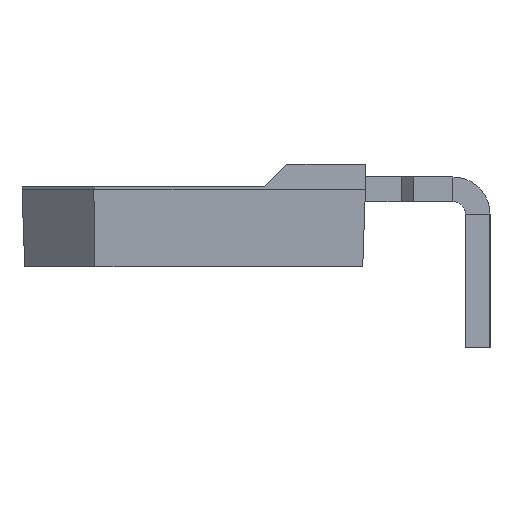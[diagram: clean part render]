
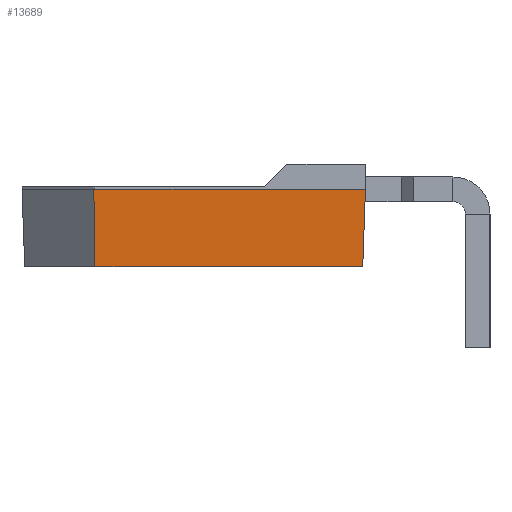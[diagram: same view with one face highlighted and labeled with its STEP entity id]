
A CAD part, left-side view. The second image highlights one B-rep face of the part: STEP entity #13689.
In plain terms, the highlighted planar face has unit normal (-0.999, 0, -0.035).
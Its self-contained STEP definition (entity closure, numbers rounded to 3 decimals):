
#1213 = DIRECTION ( 'NONE',  ( 0., 1., 0. ) ) ;
#1836 = EDGE_CURVE ( 'NONE', #7299, #13433, #9598, .T. ) ;
#1919 = PLANE ( 'NONE',  #3292 ) ;
#2329 = VECTOR ( 'NONE', #8075, 1000. ) ;
#3292 = AXIS2_PLACEMENT_3D ( 'NONE', #8645, #14376, #10225 ) ;
#4308 = VECTOR ( 'NONE', #8808, 1000. ) ;
#4585 = LINE ( 'NONE', #12938, #4308 ) ;
#4978 = VERTEX_POINT ( 'NONE', #16558 ) ;
#5957 = EDGE_LOOP ( 'NONE', ( #6232, #15231, #12138, #10174 ) ) ;
#6232 = ORIENTED_EDGE ( 'NONE', *, *, #14525, .T. ) ;
#7299 = VERTEX_POINT ( 'NONE', #16782 ) ;
#7410 = CARTESIAN_POINT ( 'NONE',  ( -1.1, 15.75, -3.45 ) ) ;
#7476 = FACE_OUTER_BOUND ( 'NONE', #5957, .T. ) ;
#8050 = EDGE_CURVE ( 'NONE', #13433, #4978, #10633, .T. ) ;
#8075 = DIRECTION ( 'NONE',  ( 0.035, 0.035, -0.999 ) ) ;
#8645 = CARTESIAN_POINT ( 'NONE',  ( -1.22, 19., 0. ) ) ;
#8808 = DIRECTION ( 'NONE',  ( 0.035, -0.014, -0.999 ) ) ;
#9598 = LINE ( 'NONE', #15354, #13343 ) ;
#10174 = ORIENTED_EDGE ( 'NONE', *, *, #1836, .F. ) ;
#10205 = EDGE_CURVE ( 'NONE', #4978, #13438, #13425, .T. ) ;
#10225 = DIRECTION ( 'NONE',  ( 0., 1., 0. ) ) ;
#10633 = LINE ( 'NONE', #12255, #2329 ) ;
#12138 = ORIENTED_EDGE ( 'NONE', *, *, #8050, .F. ) ;
#12255 = CARTESIAN_POINT ( 'NONE',  ( -1.201, 3.719, -0.533 ) ) ;
#12376 = VECTOR ( 'NONE', #1213, 1000. ) ;
#12938 = CARTESIAN_POINT ( 'NONE',  ( -1.222, 15.801, 0.046 ) ) ;
#13343 = VECTOR ( 'NONE', #15084, 1000. ) ;
#13425 = LINE ( 'NONE', #14783, #12376 ) ;
#13433 = VERTEX_POINT ( 'NONE', #15823 ) ;
#13438 = VERTEX_POINT ( 'NONE', #7410 ) ;
#13689 = ADVANCED_FACE ( 'NONE', ( #7476 ), #1919, .T. ) ;
#14376 = DIRECTION ( 'NONE',  ( -0.999, 0., -0.035 ) ) ;
#14525 = EDGE_CURVE ( 'NONE', #7299, #13438, #4585, .T. ) ;
#14783 = CARTESIAN_POINT ( 'NONE',  ( -1.1, 15.8, -3.45 ) ) ;
#15084 = DIRECTION ( 'NONE',  ( 0., -1., 0. ) ) ;
#15231 = ORIENTED_EDGE ( 'NONE', *, *, #10205, .F. ) ;
#15354 = CARTESIAN_POINT ( 'NONE',  ( -1.22, 3.7, 0. ) ) ;
#15823 = CARTESIAN_POINT ( 'NONE',  ( -1.22, 3.7, 0. ) ) ;
#16558 = CARTESIAN_POINT ( 'NONE',  ( -1.1, 3.82, -3.45 ) ) ;
#16782 = CARTESIAN_POINT ( 'NONE',  ( -1.22, 15.8, 0. ) ) ;
